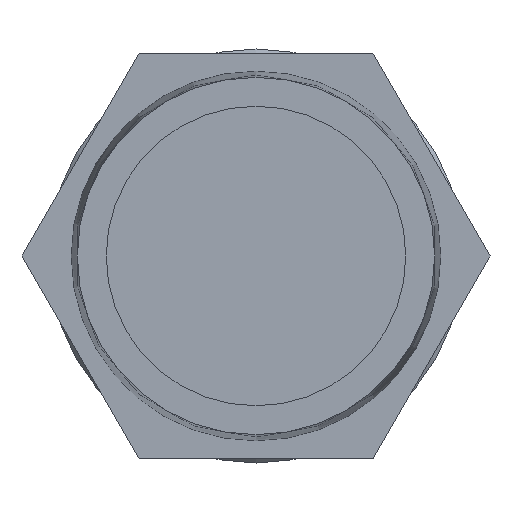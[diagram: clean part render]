
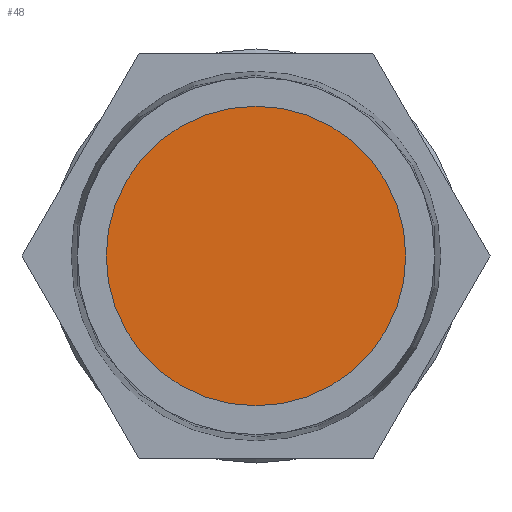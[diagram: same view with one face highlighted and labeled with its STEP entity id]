
A CAD part, front view. The second image highlights one B-rep face of the part: STEP entity #48.
In plain terms, the highlighted planar face has unit normal (0, -1, 0).
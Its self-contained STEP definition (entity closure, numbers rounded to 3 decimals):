
#48 = ADVANCED_FACE( '', ( #113 ), #114, .T. );
#113 = FACE_OUTER_BOUND( '', #208, .T. );
#114 = PLANE( '', #209 );
#208 = EDGE_LOOP( '', ( #297 ) );
#209 = AXIS2_PLACEMENT_3D( '', #298, #299, #300 );
#297 = ORIENTED_EDGE( '', *, *, #461, .T. );
#298 = CARTESIAN_POINT( '', ( 0., 15., 0. ) );
#299 = DIRECTION( '', ( 0., -1., 0. ) );
#300 = DIRECTION( '', ( 1., 0., 0. ) );
#461 = EDGE_CURVE( '', #519, #519, #520, .T. );
#519 = VERTEX_POINT( '', #605 );
#520 = CIRCLE( '', #606, 19.5 );
#605 = CARTESIAN_POINT( '', ( 0., 15., -19.5 ) );
#606 = AXIS2_PLACEMENT_3D( '', #708, #709, #710 );
#708 = CARTESIAN_POINT( '', ( 0., 15., 0. ) );
#709 = DIRECTION( '', ( 0., -1., 0. ) );
#710 = DIRECTION( '', ( 0., 0., -1. ) );
